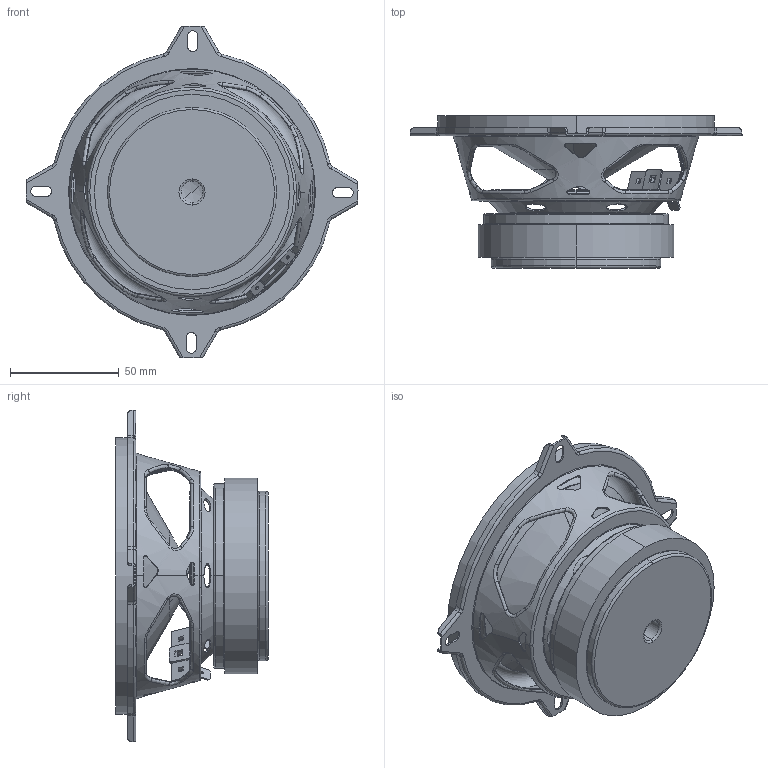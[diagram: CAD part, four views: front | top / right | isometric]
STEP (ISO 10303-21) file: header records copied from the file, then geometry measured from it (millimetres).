
FILE_DESCRIPTION (( 'STEP AP203' ), '1' );
FILE_NAME ('5FRX8-465A 3D drawing 20211127.STEP', '2021-11-27T09:30:30', ( '' ), ( '' ), 'SwSTEP 2.0', 'SolidWorks 2020', '' );
FILE_SCHEMA (( 'CONFIG_CONTROL_DESIGN' ));
Length unit declared in the file: millimetre
Products named in the file (15): T-Yoke; Terminal; Spider; Plate; Cone Paper; Positive lug_1; Surround; Cap; Terminal Board_1; Gasket; Magnet; 407X-5寸铁盆架+华司组件; 407X-5渡髓殤; 5FRX8-465A 3D drawing 20211127; Cone
Assembly tree (15 placements, depth 3):
  5FRX8-465A 3D drawing 20211127
    T-Yoke
    Magnet
    Cone Paper
      Surround
      Cone
    Spider
    Cap
    Gasket
    Terminal
      Terminal Board_1
      Positive lug_1  x2
    407X-5寸铁盆架+华司组件
      407X-5渡髓殤
      Plate
Bounding box: 152.99 x 70.2 x 152.99 mm (x, y, z)
Volume: 176278.3 mm3; surface area: 138790.6 mm2
Topology: 12 solids, 12 shells, 599 faces, 1591 edges, 1012 vertices
Faces by surface type: bspline 216, plane 134, cylinder 97, torus 88, cone 60, sphere 4
Entity records: 29284 total; most frequent: CARTESIAN_POINT 14872, ORIENTED_EDGE 3044, DIRECTION 2184, EDGE_CURVE 1522, VERTEX_POINT 966, AXIS2_PLACEMENT_3D 907, EDGE_LOOP 642, B_SPLINE_CURVE_WITH_KNOTS 624
